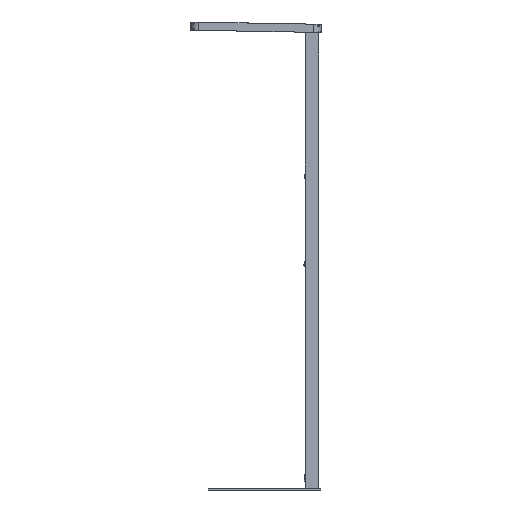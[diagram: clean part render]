
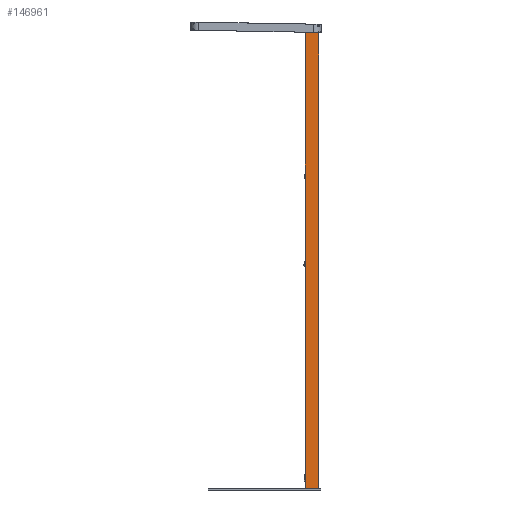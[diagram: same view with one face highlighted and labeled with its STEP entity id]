
A CAD part, left-side view. The second image highlights one B-rep face of the part: STEP entity #146961.
In plain terms, the highlighted planar face has unit normal (-1, 0, 0).
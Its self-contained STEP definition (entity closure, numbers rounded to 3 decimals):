
#19747=FACE_OUTER_BOUND('',#27984,.T.);
#27984=EDGE_LOOP('',(#125984,#125985,#125986,#125987));
#40949=LINE('',#299017,#52213);
#41050=LINE('',#299354,#52314);
#41085=LINE('',#299445,#52349);
#41087=LINE('',#299450,#52351);
#52213=VECTOR('',#191542,10.);
#52314=VECTOR('',#191905,10.);
#52349=VECTOR('',#192016,10.);
#52351=VECTOR('',#192022,10.);
#66163=VERTEX_POINT('',#299014);
#66164=VERTEX_POINT('',#299016);
#66269=VERTEX_POINT('',#299352);
#66287=VERTEX_POINT('',#299444);
#86522=EDGE_CURVE('',#66164,#66163,#40949,.T.);
#86696=EDGE_CURVE('',#66269,#66163,#41050,.T.);
#86742=EDGE_CURVE('',#66287,#66164,#41085,.T.);
#86745=EDGE_CURVE('',#66287,#66269,#41087,.T.);
#125984=ORIENTED_EDGE('',*,*,#86522,.T.);
#125985=ORIENTED_EDGE('',*,*,#86696,.F.);
#125986=ORIENTED_EDGE('',*,*,#86745,.F.);
#125987=ORIENTED_EDGE('',*,*,#86742,.T.);
#139705=PLANE('',#159442);
#146961=ADVANCED_FACE('',(#19747),#139705,.F.);
#159442=AXIS2_PLACEMENT_3D('',#299449,#192020,#192021);
#191542=DIRECTION('',(0.,1.,0.017));
#191905=DIRECTION('',(0.,0.,1.));
#192016=DIRECTION('',(0.,0.,1.));
#192020=DIRECTION('center_axis',(1.,0.,0.));
#192021=DIRECTION('ref_axis',(0.,1.,0.));
#192022=DIRECTION('',(0.,1.,0.));
#299014=CARTESIAN_POINT('',(-15.,29.9,1024.998));
#299016=CARTESIAN_POINT('',(-15.,-29.9,1023.954));
#299017=CARTESIAN_POINT('',(-15.,-38.934,1023.797));
#299352=CARTESIAN_POINT('',(-15.,29.9,-1025.));
#299354=CARTESIAN_POINT('',(-15.,29.9,0.));
#299444=CARTESIAN_POINT('',(-15.,-29.9,-1025.));
#299445=CARTESIAN_POINT('',(-15.,-29.9,0.));
#299449=CARTESIAN_POINT('Origin',(-15.,-30.,0.));
#299450=CARTESIAN_POINT('',(-15.,90.,-1025.));
